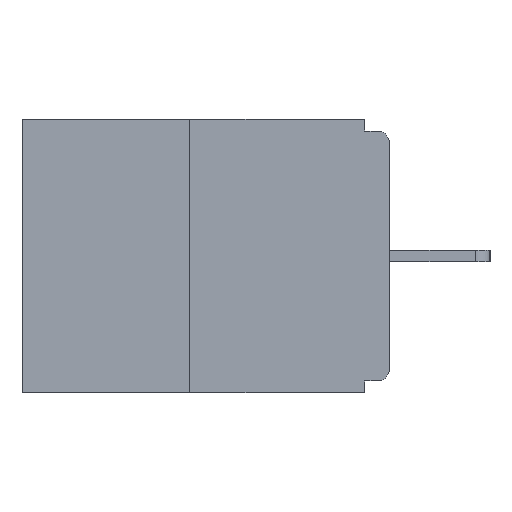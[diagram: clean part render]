
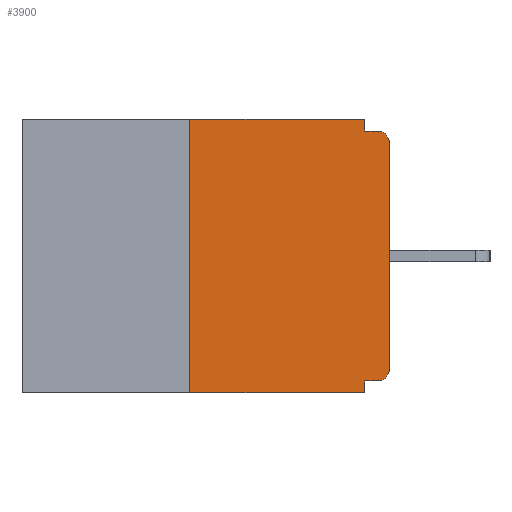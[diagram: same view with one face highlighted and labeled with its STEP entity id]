
A CAD part, left-side view. The second image highlights one B-rep face of the part: STEP entity #3900.
In plain terms, the highlighted planar face has unit normal (-1, 0, 0).
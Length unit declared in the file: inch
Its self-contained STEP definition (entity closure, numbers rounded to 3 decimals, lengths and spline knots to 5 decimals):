
#329 = VERTEX_POINT ( 'NONE', #7541 ) ;
#374 = VERTEX_POINT ( 'NONE', #5581 ) ;
#459 = CARTESIAN_POINT ( 'NONE',  ( 0., 0., 0. ) ) ;
#536 = ORIENTED_EDGE ( 'NONE', *, *, #10920, .F. ) ;
#816 = CARTESIAN_POINT ( 'NONE',  ( 0., 0.031, -0.343 ) ) ;
#823 = ORIENTED_EDGE ( 'NONE', *, *, #9475, .F. ) ;
#1299 = AXIS2_PLACEMENT_3D ( 'NONE', #11287, #19274, #17727 ) ;
#1304 = LINE ( 'NONE', #7589, #4419 ) ;
#1456 = EDGE_CURVE ( 'NONE', #329, #16031, #19341, .T. ) ;
#1482 = CARTESIAN_POINT ( 'NONE',  ( 0., 0.031, -0.328 ) ) ;
#1904 = VECTOR ( 'NONE', #9709, 39.37008 ) ;
#1963 = VERTEX_POINT ( 'NONE', #4224 ) ;
#2769 = CIRCLE ( 'NONE', #9008, 0.015 ) ;
#3245 = DIRECTION ( 'NONE',  ( 0., 0., -1. ) ) ;
#3525 = CARTESIAN_POINT ( 'NONE',  ( 0., 0.25, -0.343 ) ) ;
#3696 = VECTOR ( 'NONE', #3245, 39.37008 ) ;
#3802 = CARTESIAN_POINT ( 'NONE',  ( 0., 0.015, -0.313 ) ) ;
#3900 = ADVANCED_FACE ( 'NONE', ( #8213 ), #17314, .F. ) ;
#4004 = DIRECTION ( 'NONE',  ( 0., 0., -1. ) ) ;
#4224 = CARTESIAN_POINT ( 'NONE',  ( 0., 0.015, -0.328 ) ) ;
#4294 = VERTEX_POINT ( 'NONE', #3525 ) ;
#4419 = VECTOR ( 'NONE', #10353, 39.37008 ) ;
#5403 = ORIENTED_EDGE ( 'NONE', *, *, #18014, .F. ) ;
#5581 = CARTESIAN_POINT ( 'NONE',  ( 0., 0.25, 0. ) ) ;
#6369 = VECTOR ( 'NONE', #12400, 39.37008 ) ;
#6903 = CARTESIAN_POINT ( 'NONE',  ( 0., 0.031, -0.015 ) ) ;
#6934 = CARTESIAN_POINT ( 'NONE',  ( 0., 0.25, 0. ) ) ;
#7029 = LINE ( 'NONE', #6934, #18575 ) ;
#7541 = CARTESIAN_POINT ( 'NONE',  ( 0., 0., -0.313 ) ) ;
#7589 = CARTESIAN_POINT ( 'NONE',  ( 0., 0.46, 0. ) ) ;
#7889 = LINE ( 'NONE', #17296, #6369 ) ;
#7990 = CARTESIAN_POINT ( 'NONE',  ( 0., 0.46, -0.343 ) ) ;
#8031 = EDGE_CURVE ( 'NONE', #15566, #8961, #15553, .T. ) ;
#8213 = FACE_OUTER_BOUND ( 'NONE', #16904, .T. ) ;
#8734 = VECTOR ( 'NONE', #17395, 39.37008 ) ;
#8862 = ORIENTED_EDGE ( 'NONE', *, *, #1456, .T. ) ;
#8959 = EDGE_CURVE ( 'NONE', #1963, #329, #14863, .T. ) ;
#8961 = VERTEX_POINT ( 'NONE', #6903 ) ;
#9008 = AXIS2_PLACEMENT_3D ( 'NONE', #16388, #16480, #11394 ) ;
#9272 = CARTESIAN_POINT ( 'NONE',  ( 0., 0.031, 0. ) ) ;
#9413 = EDGE_CURVE ( 'NONE', #1963, #17718, #17826, .T. ) ;
#9475 = EDGE_CURVE ( 'NONE', #17718, #15108, #19376, .T. ) ;
#9709 = DIRECTION ( 'NONE',  ( 0., 0., 1. ) ) ;
#9733 = ORIENTED_EDGE ( 'NONE', *, *, #17382, .T. ) ;
#10353 = DIRECTION ( 'NONE',  ( 0., -1., 0. ) ) ;
#10674 = EDGE_CURVE ( 'NONE', #16031, #11680, #2769, .T. ) ;
#10706 = CARTESIAN_POINT ( 'NONE',  ( 0., 0.015, -0.015 ) ) ;
#10818 = EDGE_CURVE ( 'NONE', #374, #15566, #1304, .T. ) ;
#10920 = EDGE_CURVE ( 'NONE', #8961, #11680, #7889, .T. ) ;
#11287 = CARTESIAN_POINT ( 'NONE',  ( 0., 0.46, 0. ) ) ;
#11391 = DIRECTION ( 'NONE',  ( 0., 0., -1. ) ) ;
#11394 = DIRECTION ( 'NONE',  ( 0., 0., -1. ) ) ;
#11474 = LINE ( 'NONE', #7990, #8734 ) ;
#11595 = DIRECTION ( 'NONE',  ( 0., 1., 0. ) ) ;
#11680 = VERTEX_POINT ( 'NONE', #10706 ) ;
#12400 = DIRECTION ( 'NONE',  ( 0., -1., 0. ) ) ;
#12748 = CARTESIAN_POINT ( 'NONE',  ( 0., 0., -0.03 ) ) ;
#12796 = CARTESIAN_POINT ( 'NONE',  ( 0., 0.031, 0. ) ) ;
#12892 = AXIS2_PLACEMENT_3D ( 'NONE', #3802, #18046, #4004 ) ;
#13023 = CARTESIAN_POINT ( 'NONE',  ( 0., 0., -0.328 ) ) ;
#13535 = ORIENTED_EDGE ( 'NONE', *, *, #10818, .F. ) ;
#13761 = DIRECTION ( 'NONE',  ( 0., 0., 1. ) ) ;
#13884 = VECTOR ( 'NONE', #11595, 39.37008 ) ;
#14863 = CIRCLE ( 'NONE', #12892, 0.015 ) ;
#15108 = VERTEX_POINT ( 'NONE', #816 ) ;
#15553 = LINE ( 'NONE', #12796, #3696 ) ;
#15566 = VERTEX_POINT ( 'NONE', #9272 ) ;
#15944 = ORIENTED_EDGE ( 'NONE', *, *, #9413, .F. ) ;
#16031 = VERTEX_POINT ( 'NONE', #12748 ) ;
#16274 = ORIENTED_EDGE ( 'NONE', *, *, #8959, .T. ) ;
#16388 = CARTESIAN_POINT ( 'NONE',  ( 0., 0.015, -0.03 ) ) ;
#16480 = DIRECTION ( 'NONE',  ( -1., 0., 0. ) ) ;
#16904 = EDGE_LOOP ( 'NONE', ( #13535, #5403, #9733, #823, #15944, #16274, #8862, #18984, #536, #17070 ) ) ;
#17070 = ORIENTED_EDGE ( 'NONE', *, *, #8031, .F. ) ;
#17296 = CARTESIAN_POINT ( 'NONE',  ( 0., 0., -0.015 ) ) ;
#17314 = PLANE ( 'NONE',  #1299 ) ;
#17382 = EDGE_CURVE ( 'NONE', #4294, #15108, #11474, .T. ) ;
#17395 = DIRECTION ( 'NONE',  ( 0., -1., 0. ) ) ;
#17718 = VERTEX_POINT ( 'NONE', #1482 ) ;
#17727 = DIRECTION ( 'NONE',  ( 0., 0., -1. ) ) ;
#17826 = LINE ( 'NONE', #13023, #13884 ) ;
#17926 = CARTESIAN_POINT ( 'NONE',  ( 0., 0.031, -0.343 ) ) ;
#18014 = EDGE_CURVE ( 'NONE', #4294, #374, #7029, .T. ) ;
#18046 = DIRECTION ( 'NONE',  ( -1., 0., 0. ) ) ;
#18575 = VECTOR ( 'NONE', #13761, 39.37008 ) ;
#18984 = ORIENTED_EDGE ( 'NONE', *, *, #10674, .T. ) ;
#19124 = VECTOR ( 'NONE', #11391, 39.37008 ) ;
#19274 = DIRECTION ( 'NONE',  ( 1., 0., 0. ) ) ;
#19341 = LINE ( 'NONE', #459, #1904 ) ;
#19376 = LINE ( 'NONE', #17926, #19124 ) ;
